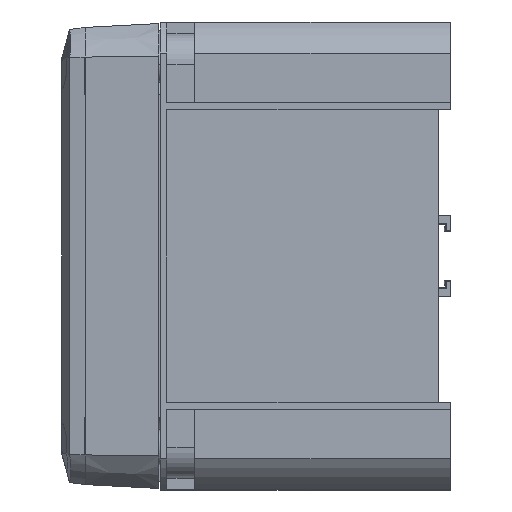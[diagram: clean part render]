
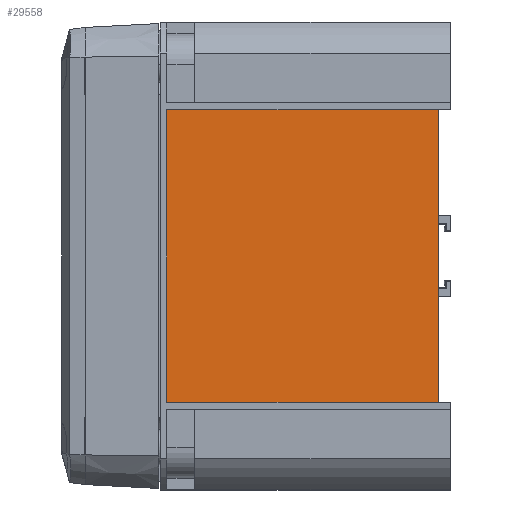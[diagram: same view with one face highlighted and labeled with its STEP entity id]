
A CAD part, left-side view. The second image highlights one B-rep face of the part: STEP entity #29558.
In plain terms, the highlighted planar face has unit normal (-1, 0, 0).
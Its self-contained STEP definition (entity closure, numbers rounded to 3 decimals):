
#1441 = CARTESIAN_POINT ( 'NONE',  ( -93.841, 0., 47.15 ) ) ;
#2470 = VECTOR ( 'NONE', #17276, 1000. ) ;
#2805 = CARTESIAN_POINT ( 'NONE',  ( -93.841, 87.5, 47.15 ) ) ;
#3677 = ORIENTED_EDGE ( 'NONE', *, *, #6657, .T. ) ;
#4898 = EDGE_CURVE ( 'NONE', #13081, #33929, #14288, .T. ) ;
#5206 = VERTEX_POINT ( 'NONE', #24897 ) ;
#6657 = EDGE_CURVE ( 'NONE', #9289, #13081, #22194, .T. ) ;
#6673 = LINE ( 'NONE', #17477, #23032 ) ;
#7358 = DIRECTION ( 'NONE',  ( 0., 0., -1. ) ) ;
#8606 = ORIENTED_EDGE ( 'NONE', *, *, #15700, .T. ) ;
#9289 = VERTEX_POINT ( 'NONE', #1441 ) ;
#10277 = DIRECTION ( 'NONE',  ( -1., 0., 0. ) ) ;
#10855 = ORIENTED_EDGE ( 'NONE', *, *, #4898, .T. ) ;
#13081 = VERTEX_POINT ( 'NONE', #13636 ) ;
#13176 = EDGE_LOOP ( 'NONE', ( #8606, #31492, #3677, #10855 ) ) ;
#13627 = CARTESIAN_POINT ( 'NONE',  ( -93.841, 87.5, -47.15 ) ) ;
#13636 = CARTESIAN_POINT ( 'NONE',  ( -93.841, 87.5, 47.15 ) ) ;
#13860 = VECTOR ( 'NONE', #7358, 1000. ) ;
#14288 = LINE ( 'NONE', #16267, #13860 ) ;
#14775 = FACE_OUTER_BOUND ( 'NONE', #13176, .T. ) ;
#15544 = PLANE ( 'NONE',  #29539 ) ;
#15700 = EDGE_CURVE ( 'NONE', #33929, #5206, #6673, .T. ) ;
#16267 = CARTESIAN_POINT ( 'NONE',  ( -93.841, 87.5, -47.15 ) ) ;
#16769 = LINE ( 'NONE', #30570, #2470 ) ;
#17276 = DIRECTION ( 'NONE',  ( 0., 0., 1. ) ) ;
#17477 = CARTESIAN_POINT ( 'NONE',  ( -93.841, 87.5, -47.15 ) ) ;
#22194 = LINE ( 'NONE', #2805, #29277 ) ;
#23032 = VECTOR ( 'NONE', #28162, 1000. ) ;
#24372 = EDGE_CURVE ( 'NONE', #5206, #9289, #16769, .T. ) ;
#24897 = CARTESIAN_POINT ( 'NONE',  ( -93.841, 0., -47.15 ) ) ;
#26262 = CARTESIAN_POINT ( 'NONE',  ( -93.841, 0., 0. ) ) ;
#27828 = DIRECTION ( 'NONE',  ( 0., 1., 0. ) ) ;
#28162 = DIRECTION ( 'NONE',  ( 0., -1., 0. ) ) ;
#28926 = DIRECTION ( 'NONE',  ( 0., 0., 1. ) ) ;
#29277 = VECTOR ( 'NONE', #27828, 1000. ) ;
#29539 = AXIS2_PLACEMENT_3D ( 'NONE', #26262, #10277, #28926 ) ;
#29558 = ADVANCED_FACE ( 'NONE', ( #14775 ), #15544, .T. ) ;
#30570 = CARTESIAN_POINT ( 'NONE',  ( -93.841, 0., 0. ) ) ;
#31492 = ORIENTED_EDGE ( 'NONE', *, *, #24372, .T. ) ;
#33929 = VERTEX_POINT ( 'NONE', #13627 ) ;
